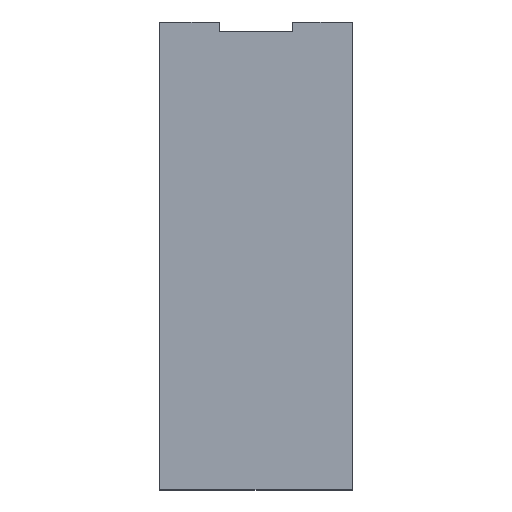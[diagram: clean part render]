
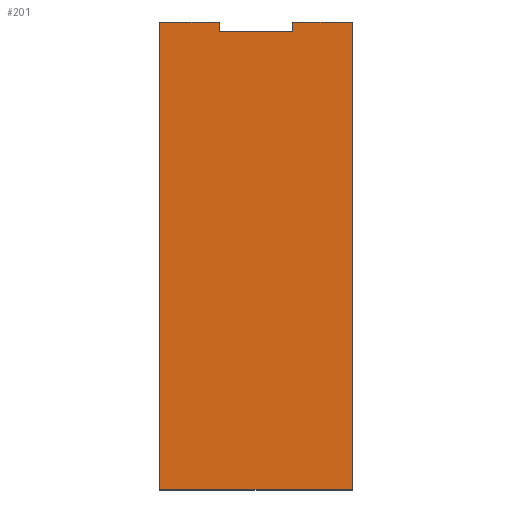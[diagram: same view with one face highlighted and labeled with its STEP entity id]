
A CAD part, top view. The second image highlights one B-rep face of the part: STEP entity #201.
In plain terms, the highlighted planar face has unit normal (0, 0, 1).
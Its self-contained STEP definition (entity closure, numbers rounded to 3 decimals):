
#2 = VERTEX_POINT ( 'NONE', #174 ) ;
#4 = ORIENTED_EDGE ( 'NONE', *, *, #273, .T. ) ;
#16 = CARTESIAN_POINT ( 'NONE',  ( -4., 25.5, 1. ) ) ;
#20 = EDGE_CURVE ( 'NONE', #215, #38, #198, .T. ) ;
#22 = DIRECTION ( 'NONE',  ( 0., 1., 0. ) ) ;
#32 = ORIENTED_EDGE ( 'NONE', *, *, #306, .F. ) ;
#35 = EDGE_CURVE ( 'NONE', #215, #76, #144, .T. ) ;
#36 = DIRECTION ( 'NONE',  ( 0., -1., 0. ) ) ;
#38 = VERTEX_POINT ( 'NONE', #202 ) ;
#40 = LINE ( 'NONE', #294, #361 ) ;
#50 = VERTEX_POINT ( 'NONE', #93 ) ;
#51 = EDGE_CURVE ( 'NONE', #76, #142, #40, .T. ) ;
#57 = VECTOR ( 'NONE', #97, 1000. ) ;
#60 = ORIENTED_EDGE ( 'NONE', *, *, #150, .T. ) ;
#61 = DIRECTION ( 'NONE',  ( -1., 0., 0. ) ) ;
#70 = LINE ( 'NONE', #303, #73 ) ;
#72 = CARTESIAN_POINT ( 'NONE',  ( 4., 26.5, 1. ) ) ;
#73 = VECTOR ( 'NONE', #149, 1000. ) ;
#76 = VERTEX_POINT ( 'NONE', #168 ) ;
#93 = CARTESIAN_POINT ( 'NONE',  ( 4., 25.5, 1. ) ) ;
#97 = DIRECTION ( 'NONE',  ( 0., 1., 0. ) ) ;
#100 = DIRECTION ( 'NONE',  ( 1., 0., 0. ) ) ;
#106 = CARTESIAN_POINT ( 'NONE',  ( 10.5, 25.5, 1. ) ) ;
#107 = VECTOR ( 'NONE', #122, 1000. ) ;
#112 = VECTOR ( 'NONE', #204, 1000. ) ;
#114 = ORIENTED_EDGE ( 'NONE', *, *, #129, .T. ) ;
#120 = CARTESIAN_POINT ( 'NONE',  ( 4., 24.5, 1. ) ) ;
#122 = DIRECTION ( 'NONE',  ( 1., 0., 0. ) ) ;
#129 = EDGE_CURVE ( 'NONE', #193, #252, #352, .T. ) ;
#141 = ORIENTED_EDGE ( 'NONE', *, *, #268, .T. ) ;
#142 = VERTEX_POINT ( 'NONE', #120 ) ;
#144 = LINE ( 'NONE', #323, #164 ) ;
#149 = DIRECTION ( 'NONE',  ( 0., -1., 0. ) ) ;
#150 = EDGE_CURVE ( 'NONE', #252, #2, #171, .T. ) ;
#159 = ORIENTED_EDGE ( 'NONE', *, *, #35, .F. ) ;
#164 = VECTOR ( 'NONE', #36, 1000. ) ;
#168 = CARTESIAN_POINT ( 'NONE',  ( -4., 24.5, 1. ) ) ;
#171 = LINE ( 'NONE', #353, #57 ) ;
#174 = CARTESIAN_POINT ( 'NONE',  ( 10.5, 25.5, 1. ) ) ;
#180 = PLANE ( 'NONE',  #233 ) ;
#181 = CARTESIAN_POINT ( 'NONE',  ( 10.5, -25.5, 1. ) ) ;
#182 = VECTOR ( 'NONE', #61, 1000. ) ;
#193 = VERTEX_POINT ( 'NONE', #333 ) ;
#198 = LINE ( 'NONE', #322, #182 ) ;
#201 = ADVANCED_FACE ( 'NONE', ( #270 ), #180, .T. ) ;
#202 = CARTESIAN_POINT ( 'NONE',  ( -10.5, 25.5, 1. ) ) ;
#204 = DIRECTION ( 'NONE',  ( -1., 0., 0. ) ) ;
#207 = DIRECTION ( 'NONE',  ( 1., 0., 0. ) ) ;
#215 = VERTEX_POINT ( 'NONE', #16 ) ;
#233 = AXIS2_PLACEMENT_3D ( 'NONE', #308, #237, #207 ) ;
#237 = DIRECTION ( 'NONE',  ( 0., 0., 1. ) ) ;
#252 = VERTEX_POINT ( 'NONE', #181 ) ;
#258 = ORIENTED_EDGE ( 'NONE', *, *, #20, .T. ) ;
#261 = CARTESIAN_POINT ( 'NONE',  ( 10.5, -25.5, 1. ) ) ;
#268 = EDGE_CURVE ( 'NONE', #2, #50, #311, .T. ) ;
#270 = FACE_OUTER_BOUND ( 'NONE', #369, .T. ) ;
#273 = EDGE_CURVE ( 'NONE', #38, #193, #70, .T. ) ;
#294 = CARTESIAN_POINT ( 'NONE',  ( -4., 24.5, 1. ) ) ;
#301 = VECTOR ( 'NONE', #22, 1000. ) ;
#303 = CARTESIAN_POINT ( 'NONE',  ( -10.5, -25.5, 1. ) ) ;
#306 = EDGE_CURVE ( 'NONE', #142, #50, #334, .T. ) ;
#308 = CARTESIAN_POINT ( 'NONE',  ( 0., 0., 1. ) ) ;
#311 = LINE ( 'NONE', #106, #112 ) ;
#322 = CARTESIAN_POINT ( 'NONE',  ( 10.5, 25.5, 1. ) ) ;
#323 = CARTESIAN_POINT ( 'NONE',  ( -4., 26.5, 1. ) ) ;
#333 = CARTESIAN_POINT ( 'NONE',  ( -10.5, -25.5, 1. ) ) ;
#334 = LINE ( 'NONE', #72, #301 ) ;
#352 = LINE ( 'NONE', #261, #107 ) ;
#353 = CARTESIAN_POINT ( 'NONE',  ( 10.5, -25.5, 1. ) ) ;
#361 = VECTOR ( 'NONE', #100, 1000. ) ;
#364 = ORIENTED_EDGE ( 'NONE', *, *, #51, .F. ) ;
#369 = EDGE_LOOP ( 'NONE', ( #32, #364, #159, #258, #4, #114, #60, #141 ) ) ;
